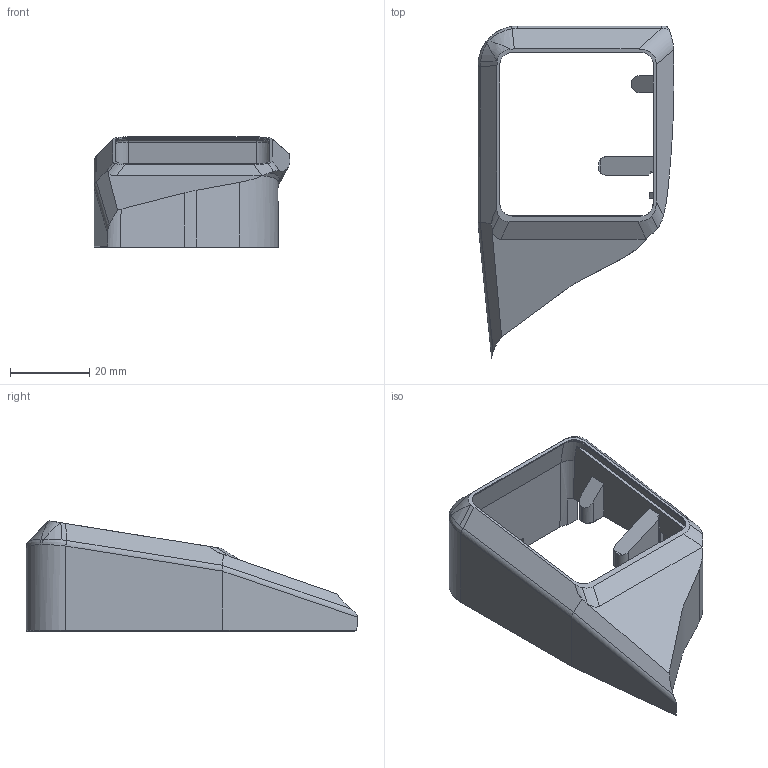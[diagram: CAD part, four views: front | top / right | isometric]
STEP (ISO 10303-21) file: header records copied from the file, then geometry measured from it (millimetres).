
FILE_DESCRIPTION(('HOOPS Exchange Step'),'2;1');
FILE_NAME('hpd-V2-TP-body.stp','2025-02-21T17:34:36+03:00',('111'),('Unknown organisation'),'HOOPS Exchange 2024.2','HOOPS Exchange','Unknown authorisation');
FILE_SCHEMA( ('AP203_CONFIGURATION_CONTROLLED_3D_DESIGN_OF_MECHANICAL_PARTS_AND_ASSEMBLIES_MIM_LF') );
Length unit declared in the file: millimetre
Products named in the file (1): root
Bounding box: 49.49 x 83.82 x 27.85 mm (x, y, z)
Volume: 18509.4 mm3; surface area: 11763.4 mm2
Topology: 1 solids, 1 shells, 200 faces, 577 edges, 381 vertices
Faces by surface type: plane 120, cylinder 47, bspline 13, cone 7, extrusion 5, torus 4, offset 4
Full cylindrical faces by diameter (mm): 1.926 x1, 1.945 x1, 4.196 x1
Entity records: 10070 total; most frequent: CARTESIAN_POINT 5046, ORIENTED_EDGE 1154, DIRECTION 888, EDGE_CURVE 577, VERTEX_POINT 381, VECTOR 342, LINE 337, AXIS2_PLACEMENT_3D 273
